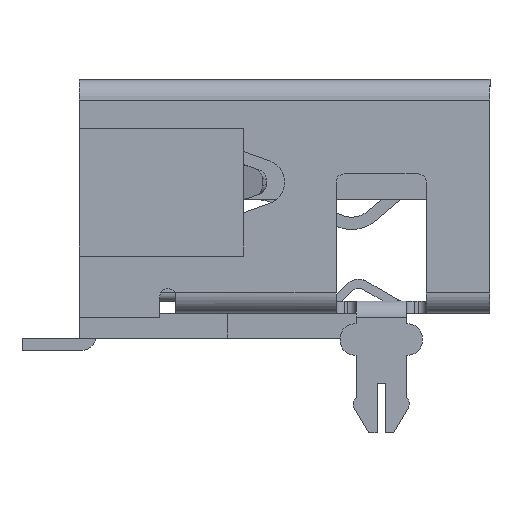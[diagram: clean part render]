
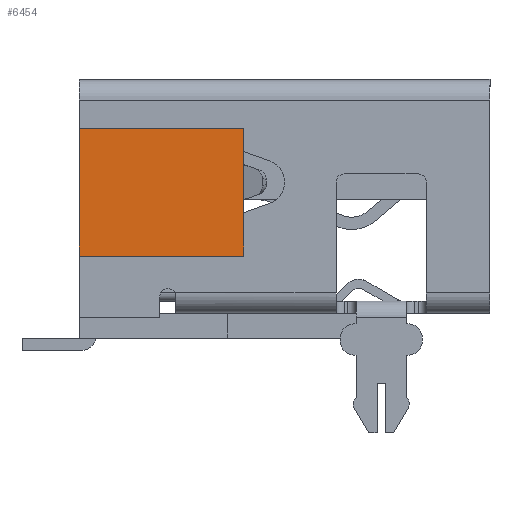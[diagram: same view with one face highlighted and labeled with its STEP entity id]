
A CAD part, left-side view. The second image highlights one B-rep face of the part: STEP entity #6454.
In plain terms, the highlighted planar face has unit normal (-1, 0, 0).
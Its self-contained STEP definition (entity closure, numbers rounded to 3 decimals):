
#52 = ORIENTED_EDGE ( 'NONE', *, *, #404, .F. ) ;
#121 = ORIENTED_EDGE ( 'NONE', *, *, #21488, .F. ) ;
#145 = CARTESIAN_POINT ( 'NONE',  ( -7.25, 0.6, -1.45 ) ) ;
#404 = EDGE_CURVE ( 'NONE', #35404, #30461, #21279, .T. ) ;
#718 = CARTESIAN_POINT ( 'NONE',  ( -7.25, 0.6, 1.65 ) ) ;
#1447 = DIRECTION ( 'NONE',  ( 0., 1., 0. ) ) ;
#4001 = DIRECTION ( 'NONE',  ( 0., 0., 1. ) ) ;
#6454 = ADVANCED_FACE ( 'NONE', ( #6811 ), #15016, .T. ) ;
#6811 = FACE_OUTER_BOUND ( 'NONE', #27360, .T. ) ;
#8584 = VERTEX_POINT ( 'NONE', #31593 ) ;
#9228 = VERTEX_POINT ( 'NONE', #29781 ) ;
#9227 = EDGE_CURVE ( 'NONE', #9228, #8584, #18068, .T. ) ;
#9753 = DIRECTION ( 'NONE',  ( 0., 0., 1. ) ) ;
#11698 = CARTESIAN_POINT ( 'NONE',  ( -7.25, 0.6, 1.65 ) ) ;
#12300 = CARTESIAN_POINT ( 'NONE',  ( -7.25, 0.6, 1.65 ) ) ;
#15016 = PLANE ( 'NONE',  #22326 ) ;
#15101 = DIRECTION ( 'NONE',  ( 0., 1., 0. ) ) ;
#17899 = LINE ( 'NONE', #718, #18664 ) ;
#17993 = CARTESIAN_POINT ( 'NONE',  ( -7.25, 4.6, 1.65 ) ) ;
#18068 = LINE ( 'NONE', #12300, #30562 ) ;
#18664 = VECTOR ( 'NONE', #9753, 1000. ) ;
#18728 = LINE ( 'NONE', #17993, #21680 ) ;
#21279 = LINE ( 'NONE', #32579, #25738 ) ;
#21488 = EDGE_CURVE ( 'NONE', #30461, #8584, #18728, .T. ) ;
#21680 = VECTOR ( 'NONE', #4001, 1000. ) ;
#22326 = AXIS2_PLACEMENT_3D ( 'NONE', #11698, #23056, #34343 ) ;
#23056 = DIRECTION ( 'NONE',  ( -1., 0., 0. ) ) ;
#25738 = VECTOR ( 'NONE', #15101, 1000. ) ;
#25884 = ORIENTED_EDGE ( 'NONE', *, *, #27562, .T. ) ;
#27344 = ORIENTED_EDGE ( 'NONE', *, *, #9227, .T. ) ;
#27360 = EDGE_LOOP ( 'NONE', ( #121, #52, #25884, #27344 ) ) ;
#27562 = EDGE_CURVE ( 'NONE', #35404, #9228, #17899, .T. ) ;
#28198 = CARTESIAN_POINT ( 'NONE',  ( -7.25, 4.6, -1.45 ) ) ;
#29781 = CARTESIAN_POINT ( 'NONE',  ( -7.25, 0.6, 1.65 ) ) ;
#30461 = VERTEX_POINT ( 'NONE', #28198 ) ;
#30562 = VECTOR ( 'NONE', #1447, 1000. ) ;
#31593 = CARTESIAN_POINT ( 'NONE',  ( -7.25, 4.6, 1.65 ) ) ;
#32579 = CARTESIAN_POINT ( 'NONE',  ( -7.25, 0.6, -1.45 ) ) ;
#34343 = DIRECTION ( 'NONE',  ( 0., 0., -1. ) ) ;
#35404 = VERTEX_POINT ( 'NONE', #145 ) ;
